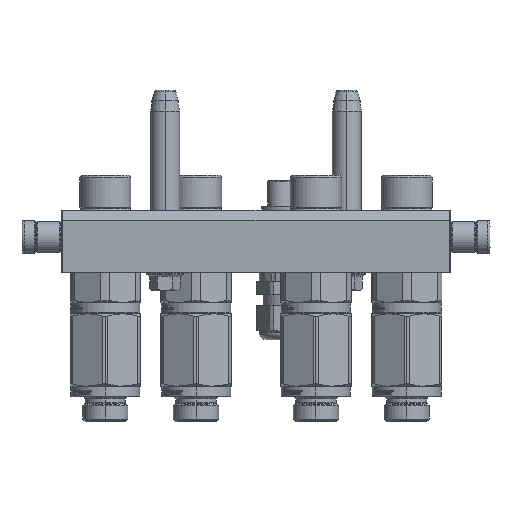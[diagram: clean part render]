
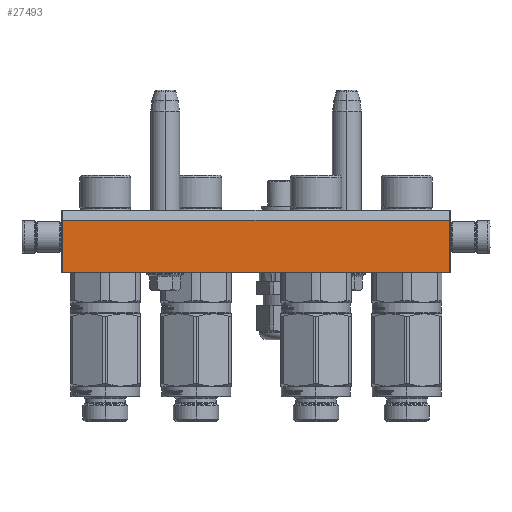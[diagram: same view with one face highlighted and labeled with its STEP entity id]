
A CAD part, left-side view. The second image highlights one B-rep face of the part: STEP entity #27493.
In plain terms, the highlighted face is planar.
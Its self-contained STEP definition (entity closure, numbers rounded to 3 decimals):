
#1647 = LINE ( 'NONE', #43622, #45581 ) ;
#2229 = CARTESIAN_POINT ( 'NONE',  ( -93.5, -10., -45. ) ) ;
#2630 = CARTESIAN_POINT ( 'NONE',  ( -93.5, 15., -45. ) ) ;
#3027 = EDGE_CURVE ( 'NONE', #51790, #56905, #1647, .T. ) ;
#4350 = PLANE ( 'NONE',  #39878 ) ;
#8815 = EDGE_CURVE ( 'NONE', #14112, #56905, #42104, .T. ) ;
#13302 = ORIENTED_EDGE ( 'NONE', *, *, #3027, .T. ) ;
#14112 = VERTEX_POINT ( 'NONE', #39528 ) ;
#14528 = DIRECTION ( 'NONE',  ( -1., 0., 0. ) ) ;
#21387 = DIRECTION ( 'NONE',  ( -1., 0., 0. ) ) ;
#24484 = CARTESIAN_POINT ( 'NONE',  ( -93.5, -10., -45. ) ) ;
#27493 = ADVANCED_FACE ( 'NONE', ( #51739 ), #4350, .T. ) ;
#28146 = ORIENTED_EDGE ( 'NONE', *, *, #58477, .F. ) ;
#31134 = VERTEX_POINT ( 'NONE', #43286 ) ;
#32186 = ORIENTED_EDGE ( 'NONE', *, *, #53211, .F. ) ;
#36419 = VECTOR ( 'NONE', #21387, 1000. ) ;
#36560 = EDGE_LOOP ( 'NONE', ( #59465, #28146, #32186, #13302 ) ) ;
#37089 = LINE ( 'NONE', #47685, #55780 ) ;
#39528 = CARTESIAN_POINT ( 'NONE',  ( 93.5, 15., -45. ) ) ;
#39878 = AXIS2_PLACEMENT_3D ( 'NONE', #45757, #65785, #14528 ) ;
#42104 = LINE ( 'NONE', #52287, #36419 ) ;
#43286 = CARTESIAN_POINT ( 'NONE',  ( 93.5, -10., -45. ) ) ;
#43622 = CARTESIAN_POINT ( 'NONE',  ( -93.5, -10., -45. ) ) ;
#44084 = DIRECTION ( 'NONE',  ( 1., 0., 0. ) ) ;
#45581 = VECTOR ( 'NONE', #58368, 1000. ) ;
#45757 = CARTESIAN_POINT ( 'NONE',  ( 94., -15., -45. ) ) ;
#47685 = CARTESIAN_POINT ( 'NONE',  ( 93.5, -10., -45. ) ) ;
#51739 = FACE_OUTER_BOUND ( 'NONE', #36560, .T. ) ;
#51790 = VERTEX_POINT ( 'NONE', #24484 ) ;
#52287 = CARTESIAN_POINT ( 'NONE',  ( 93.5, 15., -45. ) ) ;
#52812 = VECTOR ( 'NONE', #44084, 1000. ) ;
#53211 = EDGE_CURVE ( 'NONE', #51790, #31134, #63447, .T. ) ;
#53552 = DIRECTION ( 'NONE',  ( 0., 1., 0. ) ) ;
#55780 = VECTOR ( 'NONE', #53552, 1000. ) ;
#56905 = VERTEX_POINT ( 'NONE', #2630 ) ;
#58368 = DIRECTION ( 'NONE',  ( 0., 1., 0. ) ) ;
#58477 = EDGE_CURVE ( 'NONE', #31134, #14112, #37089, .T. ) ;
#59465 = ORIENTED_EDGE ( 'NONE', *, *, #8815, .F. ) ;
#63447 = LINE ( 'NONE', #2229, #52812 ) ;
#65785 = DIRECTION ( 'NONE',  ( 0., 0., -1. ) ) ;
